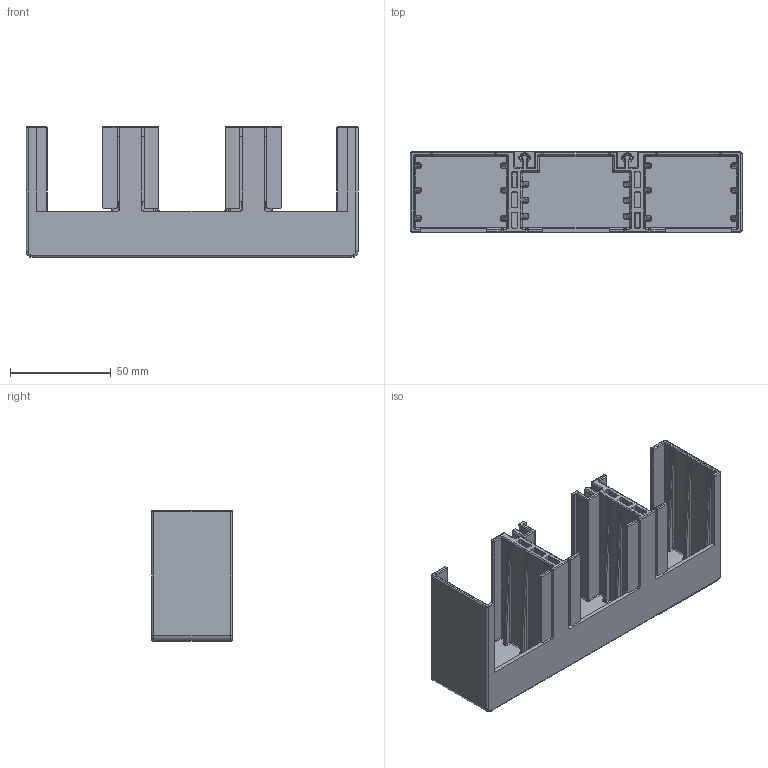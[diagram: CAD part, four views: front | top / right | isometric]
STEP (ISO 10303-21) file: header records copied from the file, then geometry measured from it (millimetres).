
FILE_DESCRIPTION((''),'2;1');
FILE_NAME('8300058000','2025-07-10T',('yunfei.yang'),(''),'PRO/ENGINEER BY PARAMETRIC TECHNOLOGY CORPORATION, 2017170','PRO/ENGINEER BY PARAMETRIC TECHNOLOGY CORPORATION, 2017170','');
FILE_SCHEMA(('CONFIG_CONTROL_DESIGN'));
Length unit declared in the file: millimetre
Products named in the file (1): 8300058000
Bounding box: 165 x 40 x 65 mm (x, y, z)
Volume: 83313.3 mm3; surface area: 69285.4 mm2
Topology: 1 solids, 1 shells, 931 faces, 2169 edges, 1246 vertices
Faces by surface type: cylinder 435, plane 234, sphere 111, torus 110, bspline 37, cone 4
Entity records: 35698 total; most frequent: CARTESIAN_POINT 14352, DIRECTION 4767, ORIENTED_EDGE 4338, EDGE_CURVE 2169, AXIS2_PLACEMENT_3D 1855, VERTEX_POINT 1246, VECTOR 1057, LINE 1057
